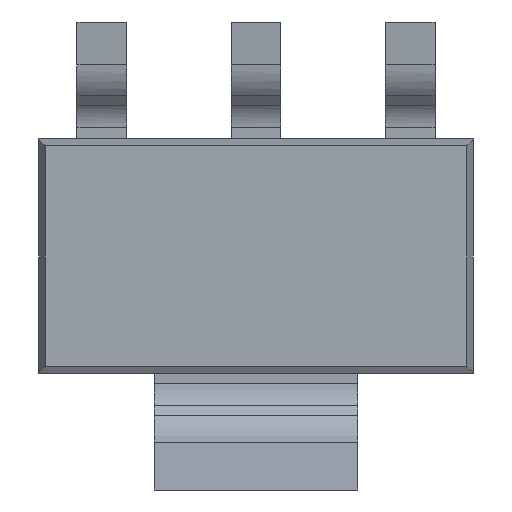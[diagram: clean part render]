
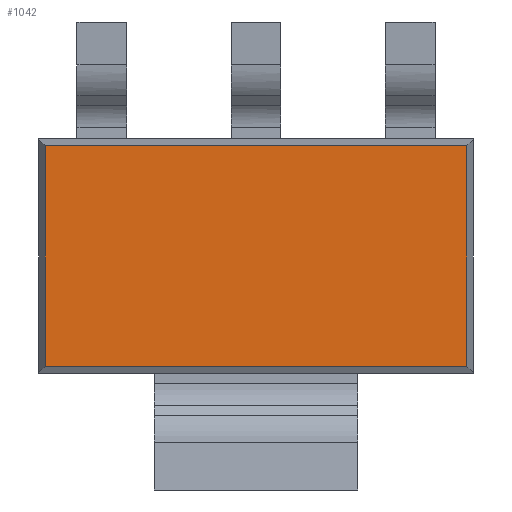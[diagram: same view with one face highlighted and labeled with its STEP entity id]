
A CAD part, front view. The second image highlights one B-rep face of the part: STEP entity #1042.
In plain terms, the highlighted planar face has unit normal (0, -1, 0).
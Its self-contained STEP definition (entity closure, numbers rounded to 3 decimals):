
#109 = CARTESIAN_POINT ( 'NONE',  ( 3.142, -0.778, 0. ) ) ;
#184 = VECTOR ( 'NONE', #1947, 1000. ) ;
#232 = EDGE_LOOP ( 'NONE', ( #1989, #2624, #1867, #411 ) ) ;
#245 = CARTESIAN_POINT ( 'NONE',  ( -3.142, -0.778, -1.647 ) ) ;
#411 = ORIENTED_EDGE ( 'NONE', *, *, #3352, .F. ) ;
#471 = LINE ( 'NONE', #1472, #1181 ) ;
#542 = CARTESIAN_POINT ( 'NONE',  ( -3.142, -0.778, 1.646 ) ) ;
#561 = VERTEX_POINT ( 'NONE', #245 ) ;
#721 = VERTEX_POINT ( 'NONE', #766 ) ;
#766 = CARTESIAN_POINT ( 'NONE',  ( 3.142, -0.778, -1.647 ) ) ;
#813 = FACE_OUTER_BOUND ( 'NONE', #232, .T. ) ;
#929 = DIRECTION ( 'NONE',  ( -1., 0., 0. ) ) ;
#940 = DIRECTION ( 'NONE',  ( 1., 0., 0. ) ) ;
#1042 = ADVANCED_FACE ( 'NONE', ( #813 ), #2192, .F. ) ;
#1181 = VECTOR ( 'NONE', #929, 1000. ) ;
#1191 = CARTESIAN_POINT ( 'NONE',  ( 0., -0.778, 1.646 ) ) ;
#1237 = CARTESIAN_POINT ( 'NONE',  ( 3.142, -0.778, 1.646 ) ) ;
#1238 = LINE ( 'NONE', #2565, #1849 ) ;
#1252 = VERTEX_POINT ( 'NONE', #1237 ) ;
#1347 = EDGE_CURVE ( 'NONE', #1252, #721, #2181, .T. ) ;
#1420 = CARTESIAN_POINT ( 'NONE',  ( 0., -0.778, 0. ) ) ;
#1472 = CARTESIAN_POINT ( 'NONE',  ( 0., -0.778, -1.647 ) ) ;
#1684 = DIRECTION ( 'NONE',  ( 0., 0., 1. ) ) ;
#1849 = VECTOR ( 'NONE', #3079, 1000. ) ;
#1867 = ORIENTED_EDGE ( 'NONE', *, *, #2196, .F. ) ;
#1947 = DIRECTION ( 'NONE',  ( 0., 0., -1. ) ) ;
#1989 = ORIENTED_EDGE ( 'NONE', *, *, #1347, .F. ) ;
#2107 = VECTOR ( 'NONE', #940, 1000. ) ;
#2181 = LINE ( 'NONE', #109, #184 ) ;
#2192 = PLANE ( 'NONE',  #2276 ) ;
#2196 = EDGE_CURVE ( 'NONE', #561, #2329, #1238, .T. ) ;
#2276 = AXIS2_PLACEMENT_3D ( 'NONE', #1420, #3229, #1684 ) ;
#2329 = VERTEX_POINT ( 'NONE', #542 ) ;
#2565 = CARTESIAN_POINT ( 'NONE',  ( -3.142, -0.778, 0. ) ) ;
#2624 = ORIENTED_EDGE ( 'NONE', *, *, #3305, .F. ) ;
#2788 = LINE ( 'NONE', #1191, #2107 ) ;
#3079 = DIRECTION ( 'NONE',  ( 0., 0., 1. ) ) ;
#3229 = DIRECTION ( 'NONE',  ( 0., 1., 0. ) ) ;
#3305 = EDGE_CURVE ( 'NONE', #2329, #1252, #2788, .T. ) ;
#3352 = EDGE_CURVE ( 'NONE', #721, #561, #471, .T. ) ;
